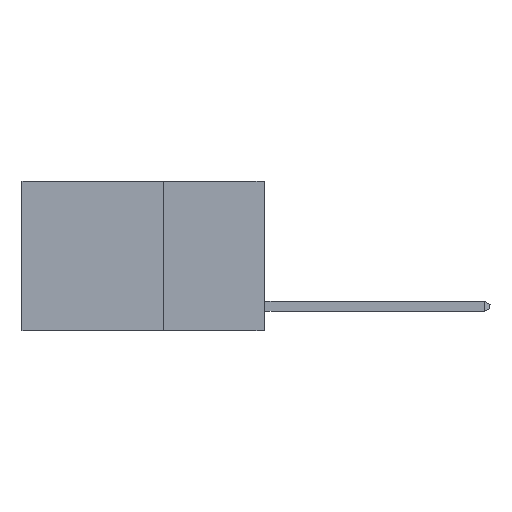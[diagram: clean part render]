
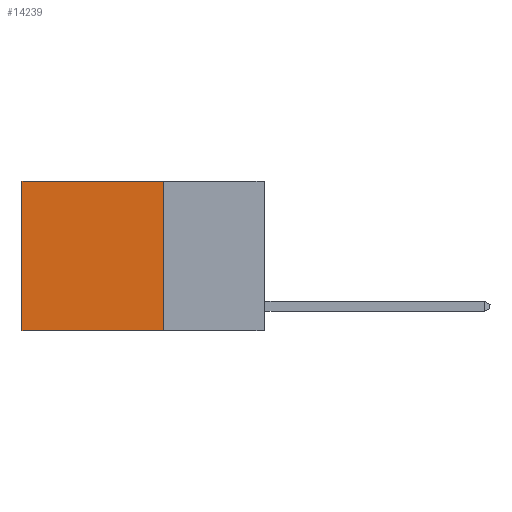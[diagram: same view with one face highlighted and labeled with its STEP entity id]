
A CAD part, left-side view. The second image highlights one B-rep face of the part: STEP entity #14239.
In plain terms, the highlighted planar face has unit normal (-1, 0, 0).
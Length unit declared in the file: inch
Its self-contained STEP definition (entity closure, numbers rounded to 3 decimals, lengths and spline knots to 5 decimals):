
#80 = LINE ( 'NONE', #18206, #24511 ) ;
#978 = CARTESIAN_POINT ( 'NONE',  ( 0.2625, 0.6, -0.37 ) ) ;
#1275 = LINE ( 'NONE', #29139, #22716 ) ;
#2646 = DIRECTION ( 'NONE',  ( 1., 0., 0. ) ) ;
#5423 = FACE_OUTER_BOUND ( 'NONE', #28851, .T. ) ;
#5855 = DIRECTION ( 'NONE',  ( 0., 0., -1. ) ) ;
#7282 = DIRECTION ( 'NONE',  ( 0., 0., -1. ) ) ;
#7752 = PLANE ( 'NONE',  #20624 ) ;
#11801 = VERTEX_POINT ( 'NONE', #20193 ) ;
#12239 = CARTESIAN_POINT ( 'NONE',  ( 0.2625, 0.25, 0. ) ) ;
#13728 = EDGE_CURVE ( 'NONE', #14699, #11801, #80, .T. ) ;
#14239 = ADVANCED_FACE ( 'NONE', ( #5423 ), #7752, .F. ) ;
#14699 = VERTEX_POINT ( 'NONE', #19436 ) ;
#14768 = VECTOR ( 'NONE', #29124, 39.37008 ) ;
#15270 = VERTEX_POINT ( 'NONE', #19864 ) ;
#16684 = ORIENTED_EDGE ( 'NONE', *, *, #22433, .T. ) ;
#17396 = EDGE_CURVE ( 'NONE', #11801, #23798, #17799, .T. ) ;
#17799 = LINE ( 'NONE', #24231, #14768 ) ;
#17965 = DIRECTION ( 'NONE',  ( 0., 1., 0. ) ) ;
#18206 = CARTESIAN_POINT ( 'NONE',  ( 0.2625, 0.25, 0. ) ) ;
#18427 = ORIENTED_EDGE ( 'NONE', *, *, #17396, .F. ) ;
#19220 = EDGE_CURVE ( 'NONE', #15270, #23798, #22219, .T. ) ;
#19436 = CARTESIAN_POINT ( 'NONE',  ( 0.2625, 0.25, 0. ) ) ;
#19864 = CARTESIAN_POINT ( 'NONE',  ( 0.2625, 0.6, 0. ) ) ;
#19905 = CARTESIAN_POINT ( 'NONE',  ( 0.2625, 0.6, 0. ) ) ;
#20193 = CARTESIAN_POINT ( 'NONE',  ( 0.2625, 0.25, -0.37 ) ) ;
#20454 = ORIENTED_EDGE ( 'NONE', *, *, #19220, .T. ) ;
#20624 = AXIS2_PLACEMENT_3D ( 'NONE', #12239, #2646, #7282 ) ;
#21821 = ORIENTED_EDGE ( 'NONE', *, *, #13728, .F. ) ;
#22219 = LINE ( 'NONE', #19905, #22741 ) ;
#22433 = EDGE_CURVE ( 'NONE', #14699, #15270, #1275, .T. ) ;
#22716 = VECTOR ( 'NONE', #17965, 39.37008 ) ;
#22741 = VECTOR ( 'NONE', #5855, 39.37008 ) ;
#23531 = DIRECTION ( 'NONE',  ( 0., 0., -1. ) ) ;
#23798 = VERTEX_POINT ( 'NONE', #978 ) ;
#24231 = CARTESIAN_POINT ( 'NONE',  ( 0.2625, 0.25, -0.37 ) ) ;
#24511 = VECTOR ( 'NONE', #23531, 39.37008 ) ;
#28851 = EDGE_LOOP ( 'NONE', ( #20454, #18427, #21821, #16684 ) ) ;
#29124 = DIRECTION ( 'NONE',  ( 0., 1., 0. ) ) ;
#29139 = CARTESIAN_POINT ( 'NONE',  ( 0.2625, 0.25, 0. ) ) ;
